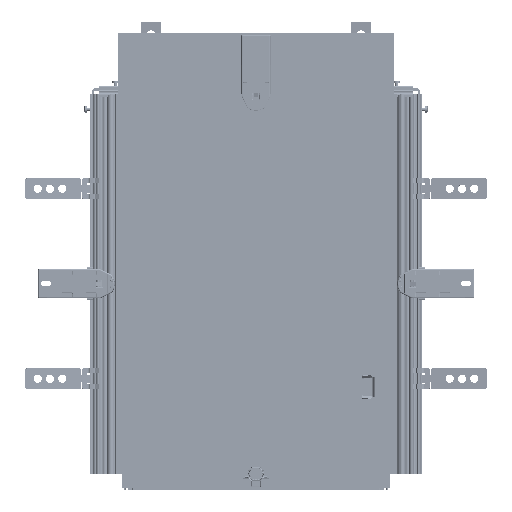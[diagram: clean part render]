
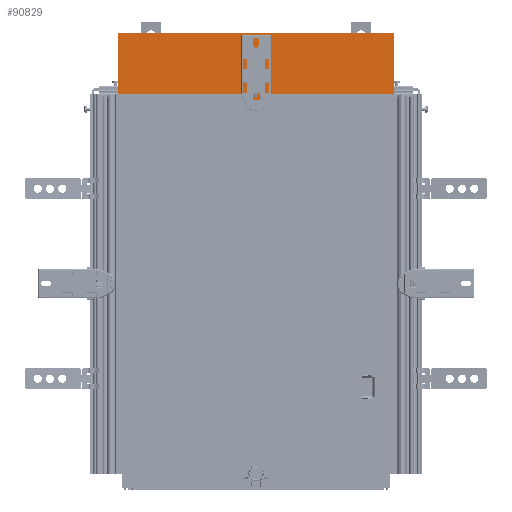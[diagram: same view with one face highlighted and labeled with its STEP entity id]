
A CAD part, front view. The second image highlights one B-rep face of the part: STEP entity #90829.
In plain terms, the highlighted planar face has unit normal (0, -1, 0).
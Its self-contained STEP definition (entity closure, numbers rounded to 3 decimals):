
#1466 = PLANE ( 'NONE',  #53656 ) ;
#1837 = LINE ( 'NONE', #31254, #6411 ) ;
#6411 = VECTOR ( 'NONE', #124138, 1000. ) ;
#14964 = EDGE_CURVE ( 'NONE', #15740, #75967, #1837, .T. ) ;
#15740 = VERTEX_POINT ( 'NONE', #77491 ) ;
#15981 = CARTESIAN_POINT ( 'NONE',  ( 100., -30.43, 397.35 ) ) ;
#16288 = CARTESIAN_POINT ( 'NONE',  ( 2., -30.43, 62.65 ) ) ;
#17044 = ORIENTED_EDGE ( 'NONE', *, *, #124316, .T. ) ;
#18571 = DIRECTION ( 'NONE',  ( 0., 0., -1. ) ) ;
#31254 = CARTESIAN_POINT ( 'NONE',  ( 2., -30.43, 460. ) ) ;
#31326 = VERTEX_POINT ( 'NONE', #15981 ) ;
#36332 = LINE ( 'NONE', #16288, #48466 ) ;
#42219 = CARTESIAN_POINT ( 'NONE',  ( 2., -30.43, 460. ) ) ;
#48466 = VECTOR ( 'NONE', #57063, 1000. ) ;
#53656 = AXIS2_PLACEMENT_3D ( 'NONE', #42219, #72096, #110867 ) ;
#57063 = DIRECTION ( 'NONE',  ( 1., 0., 0. ) ) ;
#57085 = CARTESIAN_POINT ( 'NONE',  ( 2., -30.43, 62.65 ) ) ;
#63880 = VECTOR ( 'NONE', #80290, 1000. ) ;
#65930 = EDGE_CURVE ( 'NONE', #31326, #87465, #69365, .T. ) ;
#69365 = LINE ( 'NONE', #110075, #127573 ) ;
#72096 = DIRECTION ( 'NONE',  ( 0., 1., 0. ) ) ;
#75967 = VERTEX_POINT ( 'NONE', #57085 ) ;
#77491 = CARTESIAN_POINT ( 'NONE',  ( 2., -30.43, 397.35 ) ) ;
#80290 = DIRECTION ( 'NONE',  ( -1., 0., 0. ) ) ;
#83574 = CARTESIAN_POINT ( 'NONE',  ( 100., -30.43, 62.65 ) ) ;
#87465 = VERTEX_POINT ( 'NONE', #83574 ) ;
#90383 = LINE ( 'NONE', #131106, #63880 ) ;
#90829 = ADVANCED_FACE ( 'NONE', ( #113074 ), #1466, .F. ) ;
#96423 = EDGE_LOOP ( 'NONE', ( #108421, #17044, #120325, #122335 ) ) ;
#108421 = ORIENTED_EDGE ( 'NONE', *, *, #14964, .T. ) ;
#108768 = EDGE_CURVE ( 'NONE', #31326, #15740, #90383, .T. ) ;
#110075 = CARTESIAN_POINT ( 'NONE',  ( 100., -30.43, 460. ) ) ;
#110867 = DIRECTION ( 'NONE',  ( 0., 0., 1. ) ) ;
#113074 = FACE_OUTER_BOUND ( 'NONE', #96423, .T. ) ;
#120325 = ORIENTED_EDGE ( 'NONE', *, *, #65930, .F. ) ;
#122335 = ORIENTED_EDGE ( 'NONE', *, *, #108768, .T. ) ;
#124138 = DIRECTION ( 'NONE',  ( 0., 0., -1. ) ) ;
#124316 = EDGE_CURVE ( 'NONE', #75967, #87465, #36332, .T. ) ;
#127573 = VECTOR ( 'NONE', #18571, 1000. ) ;
#131106 = CARTESIAN_POINT ( 'NONE',  ( 2., -30.43, 397.35 ) ) ;
